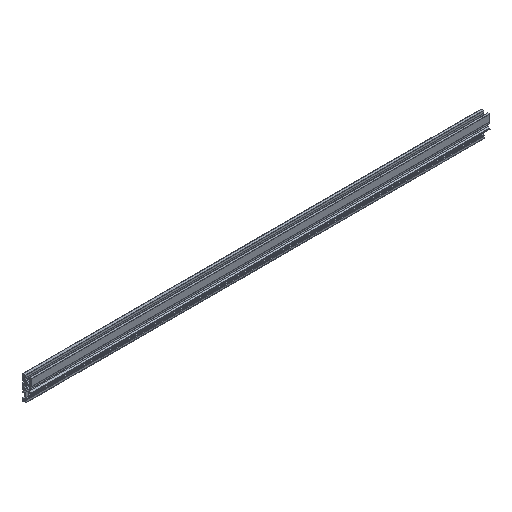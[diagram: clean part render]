
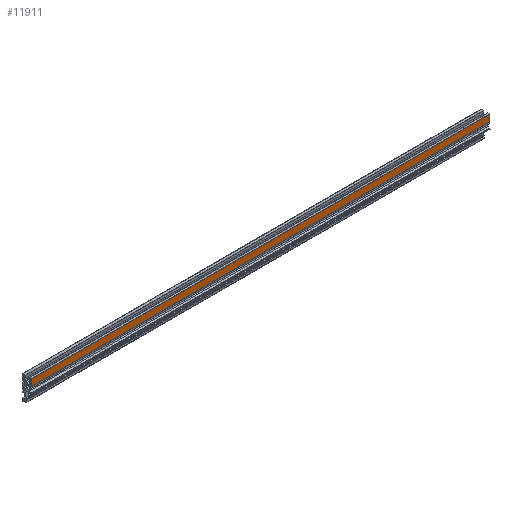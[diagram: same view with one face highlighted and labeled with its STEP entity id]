
A CAD part, isometric view. The second image highlights one B-rep face of the part: STEP entity #11911.
In plain terms, the highlighted free-form (B-spline) face has degree [1, 1] with [2, 2] control points.
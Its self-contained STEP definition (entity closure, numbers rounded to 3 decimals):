
#11861=CARTESIAN_POINT('V101',(215.9,
   -8.4,10.7));
#11862=VERTEX_POINT('V101',#11861);
#11868=CARTESIAN_POINT('V102',(-215.9,
   -8.4,10.7));
#11869=VERTEX_POINT('V102',#11868);
#11870=CARTESIAN_POINT('E141',(215.9,
   -8.4,10.7));
#11871=CARTESIAN_POINT('E141',(-215.9,
   -8.4,10.7));
#11872=QUASI_UNIFORM_CURVE('E141',1,(#11870,#11871),.POLYLINE_FORM.,
   .F.,.U.);
#11873=EDGE_CURVE('E141',#11862,#11869,#11872,.T.);
#11884=CARTESIAN_POINT('F43',(215.9,-8.4,
   10.7));
#11885=CARTESIAN_POINT('F43',(215.9,-8.4,
   17.05));
#11886=CARTESIAN_POINT('F43',(-215.9,
   -8.4,10.7));
#11887=CARTESIAN_POINT('F43',(-215.9,
   -8.4,17.05));
#11888=QUASI_UNIFORM_SURFACE('F43',1,1,((#11884,#11886),(#11885,
   #11887)),.PLANE_SURF.,.F.,.F.,.U.);
#11889=CARTESIAN_POINT('V103',(215.9,
   -8.4,17.05));
#11890=VERTEX_POINT('V103',#11889);
#11891=CARTESIAN_POINT('E143',(215.9,
   -8.4,17.05));
#11892=CARTESIAN_POINT('E143',(215.9,
   -8.4,10.7));
#11893=QUASI_UNIFORM_CURVE('E143',1,(#11891,#11892),.POLYLINE_FORM.,
   .F.,.U.);
#11894=EDGE_CURVE('E143',#11890,#11862,#11893,.T.);
#11895=ORIENTED_EDGE('E143',*,*,#11894,.F.);
#11896=CARTESIAN_POINT('V104',(-215.9,
   -8.4,17.05));
#11897=VERTEX_POINT('V104',#11896);
#11898=CARTESIAN_POINT('E144',(215.9,
   -8.4,17.05));
#11899=CARTESIAN_POINT('E144',(-215.9,
   -8.4,17.05));
#11900=QUASI_UNIFORM_CURVE('E144',1,(#11898,#11899),.POLYLINE_FORM.,
   .F.,.U.);
#11901=EDGE_CURVE('E144',#11890,#11897,#11900,.T.);
#11902=ORIENTED_EDGE('E144',*,*,#11901,.T.);
#11903=CARTESIAN_POINT('E145',(-215.9,
   -8.4,10.7));
#11904=CARTESIAN_POINT('E145',(-215.9,
   -8.4,17.05));
#11905=QUASI_UNIFORM_CURVE('E145',1,(#11903,#11904),.POLYLINE_FORM.,
   .F.,.U.);
#11906=EDGE_CURVE('E145',#11869,#11897,#11905,.T.);
#11907=ORIENTED_EDGE('E145',*,*,#11906,.F.);
#11908=ORIENTED_EDGE('E141',*,*,#11873,.F.);
#11909=EDGE_LOOP('F43',(#11895,#11902,#11907,#11908));
#11910=FACE_OUTER_BOUND('F43',#11909,.T.);
#11911=ADVANCED_FACE('F43',(#11910),#11888,.T.);
